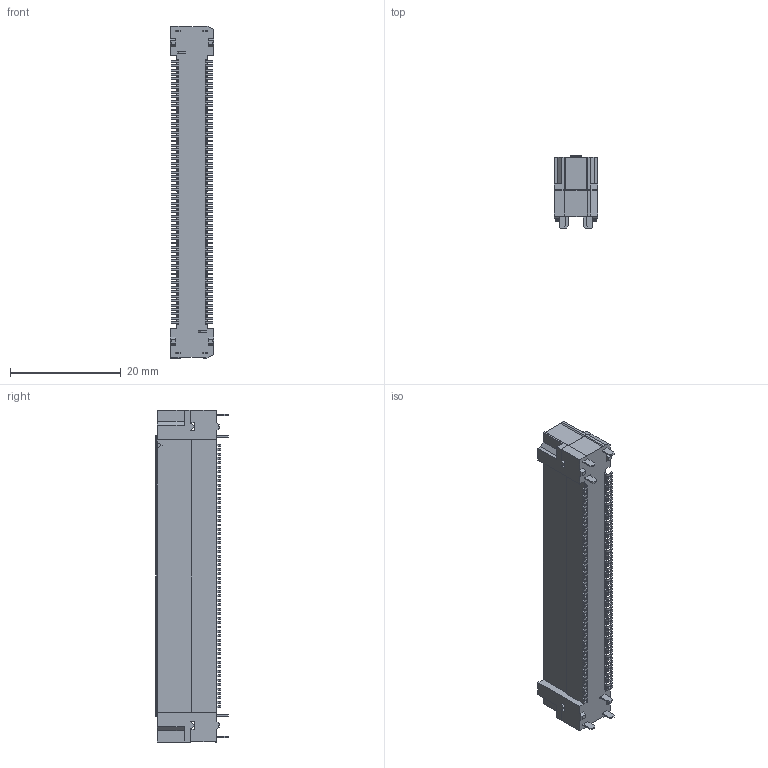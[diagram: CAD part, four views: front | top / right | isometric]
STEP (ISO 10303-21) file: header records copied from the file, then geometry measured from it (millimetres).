
FILE_DESCRIPTION(('CoCreate Modeling STEP Export'),'2;1');
FILE_NAME('FX18-120S-0.8SV15.stp','2011-08-04T17:43:55',(''),(''),'CoCreate Modeling STEP processor for AP214 (Solid Model)','CoCreate Modeling 17.0 01-Apr-2010 (C) Parametric Technology GmbH','');
FILE_SCHEMA(('AUTOMOTIVE_DESIGN { 1 0 10303 214 1 1 1 1 }'));
Length unit declared in the file: millimetre
Products named in the file (1): FX18-120S-0.8SV15
Bounding box: 7.8 x 13.1 x 59.9 mm (x, y, z)
Volume: 3185.3 mm3; surface area: 3528.9 mm2
Topology: 1 solids, 1 shells, 1765 faces, 4879 edges, 3244 vertices
Faces by surface type: plane 1513, cylinder 248, sphere 4
Entity records: 55473 total; most frequent: CARTESIAN_POINT 9874, ORIENTED_EDGE 9750, DIRECTION 8886, EDGE_CURVE 4875, VECTOR 4374, LINE 4374, VERTEX_POINT 3244, AXIS2_PLACEMENT_3D 2256
